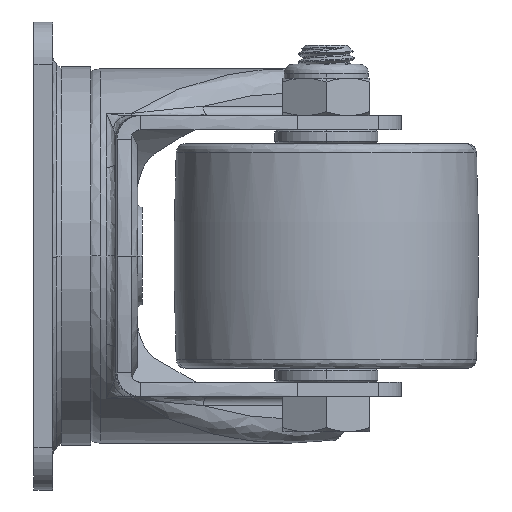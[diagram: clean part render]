
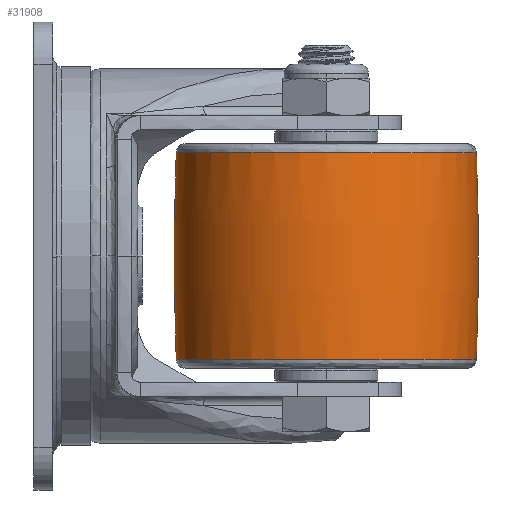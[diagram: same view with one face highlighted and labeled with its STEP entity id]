
A CAD part, left-side view. The second image highlights one B-rep face of the part: STEP entity #31908.
In plain terms, the highlighted toroidal (fillet/blend) face has major radius 543.75 mm and minor radius 576.25 mm.
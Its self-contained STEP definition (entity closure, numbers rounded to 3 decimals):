
#325 = DIRECTION ( 'NONE',  ( 0., 0., -1. ) ) ;
#955 = EDGE_CURVE ( 'NONE', #7039, #34649, #21836, .T. ) ;
#989 = CARTESIAN_POINT ( 'NONE',  ( -20., 493.45, 0. ) ) ;
#2878 = DIRECTION ( 'NONE',  ( 0.063, -0.998, 0. ) ) ;
#3403 = EDGE_CURVE ( 'NONE', #28967, #19798, #5360, .T. ) ;
#4112 = EDGE_CURVE ( 'NONE', #19798, #7039, #11818, .T. ) ;
#4372 = ORIENTED_EDGE ( 'NONE', *, *, #3403, .T. ) ;
#4778 = EDGE_CURVE ( 'NONE', #28967, #18230, #25312, .T. ) ;
#5360 = CIRCLE ( 'NONE', #6535, 32.077 ) ;
#6060 = AXIS2_PLACEMENT_3D ( 'NONE', #13254, #10499, #19460 ) ;
#6535 = AXIS2_PLACEMENT_3D ( 'NONE', #29955, #16783, #2878 ) ;
#7039 = VERTEX_POINT ( 'NONE', #26834 ) ;
#7554 = DIRECTION ( 'NONE',  ( 0., 0., -1. ) ) ;
#8074 = TOROIDAL_SURFACE ( 'NONE', #29702, -543.75, 576.25 ) ;
#10111 = CARTESIAN_POINT ( 'NONE',  ( -20., -82.377, 22.077 ) ) ;
#10499 = DIRECTION ( 'NONE',  ( -1., 0., 0. ) ) ;
#11818 = CIRCLE ( 'NONE', #22342, 32.077 ) ;
#11836 = CARTESIAN_POINT ( 'NONE',  ( -20., -50.3, -22.077 ) ) ;
#12321 = DIRECTION ( 'NONE',  ( 1., 0., 0. ) ) ;
#13254 = CARTESIAN_POINT ( 'NONE',  ( -20., -594.05, 0. ) ) ;
#14215 = AXIS2_PLACEMENT_3D ( 'NONE', #989, #12321, #7554 ) ;
#14704 = AXIS2_PLACEMENT_3D ( 'NONE', #21330, #32308, #26458 ) ;
#15125 = ORIENTED_EDGE ( 'NONE', *, *, #4778, .F. ) ;
#15516 = CARTESIAN_POINT ( 'NONE',  ( -20., -18.223, -22.077 ) ) ;
#16754 = CARTESIAN_POINT ( 'NONE',  ( -20.157, -18.223, -22.077 ) ) ;
#16783 = DIRECTION ( 'NONE',  ( 0., 0., -1. ) ) ;
#17332 = DIRECTION ( 'NONE',  ( 0., 1., 0. ) ) ;
#17749 = ORIENTED_EDGE ( 'NONE', *, *, #21669, .T. ) ;
#18230 = VERTEX_POINT ( 'NONE', #24817 ) ;
#18476 = AXIS2_PLACEMENT_3D ( 'NONE', #11836, #22998, #34160 ) ;
#19460 = DIRECTION ( 'NONE',  ( 0., 0., 1. ) ) ;
#19798 = VERTEX_POINT ( 'NONE', #26004 ) ;
#20444 = ORIENTED_EDGE ( 'NONE', *, *, #955, .T. ) ;
#21330 = CARTESIAN_POINT ( 'NONE',  ( -20., -50.3, -22.077 ) ) ;
#21669 = EDGE_CURVE ( 'NONE', #34649, #33325, #30476, .T. ) ;
#21836 = CIRCLE ( 'NONE', #6060, 576.25 ) ;
#21951 = DIRECTION ( 'NONE',  ( 0.063, -0.998, 0. ) ) ;
#22342 = AXIS2_PLACEMENT_3D ( 'NONE', #27989, #24692, #21951 ) ;
#22637 = CARTESIAN_POINT ( 'NONE',  ( -20., -50.3, 0. ) ) ;
#22998 = DIRECTION ( 'NONE',  ( 0., 0., 1. ) ) ;
#24692 = DIRECTION ( 'NONE',  ( 0., 0., -1. ) ) ;
#24817 = CARTESIAN_POINT ( 'NONE',  ( -20., -82.377, -22.077 ) ) ;
#25312 = CIRCLE ( 'NONE', #14215, 576.25 ) ;
#26004 = CARTESIAN_POINT ( 'NONE',  ( -20.224, -82.376, 22.077 ) ) ;
#26458 = DIRECTION ( 'NONE',  ( 0.063, -0.998, 0. ) ) ;
#26834 = CARTESIAN_POINT ( 'NONE',  ( -20., -18.223, 22.077 ) ) ;
#27989 = CARTESIAN_POINT ( 'NONE',  ( -20., -50.3, 22.077 ) ) ;
#28967 = VERTEX_POINT ( 'NONE', #10111 ) ;
#29321 = EDGE_LOOP ( 'NONE', ( #15125, #4372, #33224, #20444, #17749, #30142 ) ) ;
#29702 = AXIS2_PLACEMENT_3D ( 'NONE', #22637, #325, #17332 ) ;
#29955 = CARTESIAN_POINT ( 'NONE',  ( -20., -50.3, 22.077 ) ) ;
#30142 = ORIENTED_EDGE ( 'NONE', *, *, #32965, .T. ) ;
#30476 = CIRCLE ( 'NONE', #14704, 32.077 ) ;
#30759 = CIRCLE ( 'NONE', #18476, 32.077 ) ;
#31908 = ADVANCED_FACE ( 'NONE', ( #33970 ), #8074, .T. ) ;
#32308 = DIRECTION ( 'NONE',  ( 0., 0., 1. ) ) ;
#32965 = EDGE_CURVE ( 'NONE', #33325, #18230, #30759, .T. ) ;
#33224 = ORIENTED_EDGE ( 'NONE', *, *, #4112, .T. ) ;
#33325 = VERTEX_POINT ( 'NONE', #16754 ) ;
#33970 = FACE_OUTER_BOUND ( 'NONE', #29321, .T. ) ;
#34160 = DIRECTION ( 'NONE',  ( 0.063, -0.998, 0. ) ) ;
#34649 = VERTEX_POINT ( 'NONE', #15516 ) ;
